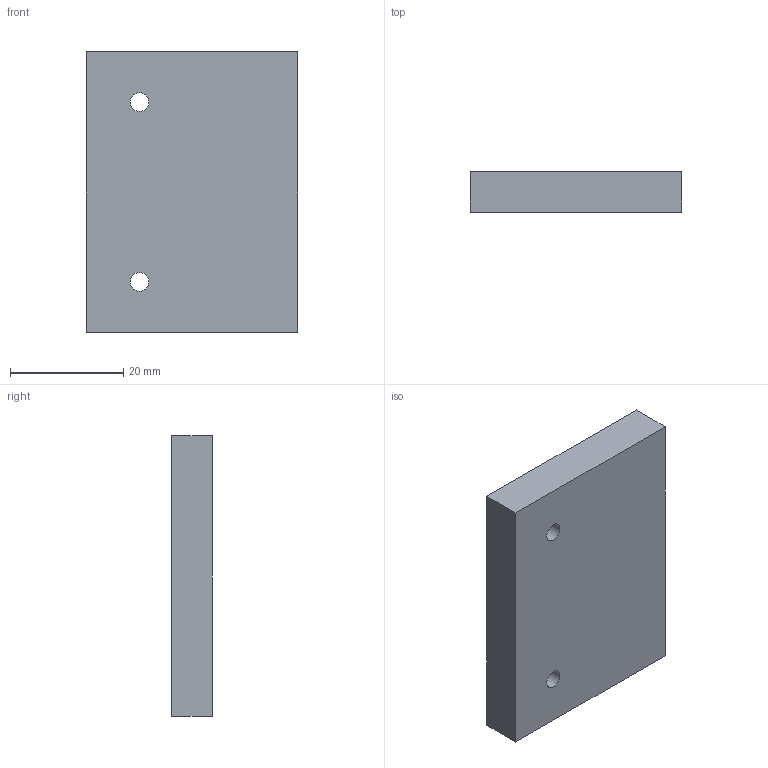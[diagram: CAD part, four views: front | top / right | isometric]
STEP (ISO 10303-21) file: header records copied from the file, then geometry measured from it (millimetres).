
FILE_DESCRIPTION(/* description */ (''),/* implementation_level */ '2;1');
FILE_NAME(/* name */ 'TOF mount.stp',/* time_stamp */ '2025-02-18T19:48:35-05:00',/* author */ ('mavericks'),/* organization */ (''),/* preprocessor_version */ 'ST-DEVELOPER v19.2',/* originating_system */ 'Autodesk Inventor 2023',/* authorisation */ '');
FILE_SCHEMA (('AUTOMOTIVE_DESIGN { 1 0 10303 214 3 1 1 }'));
Length unit declared in the file: inch
Products named in the file (1): TOF mount
Bounding box: 37.34 x 7.24 x 49.53 mm (x, y, z)
Volume: 8305.5 mm3; surface area: 5630.7 mm2
Topology: 1 solids, 1 shells, 23 faces, 68 edges, 58 vertices
Faces by surface type: plane 19, cylinder 4
Full cylindrical faces by diameter (mm): 3.302 x2
Entity records: 799 total; most frequent: CARTESIAN_POINT 142, ORIENTED_EDGE 120, DIRECTION 116, EDGE_CURVE 60, LINE 52, VECTOR 52, VERTEX_POINT 40, AXIS2_PLACEMENT_3D 32
